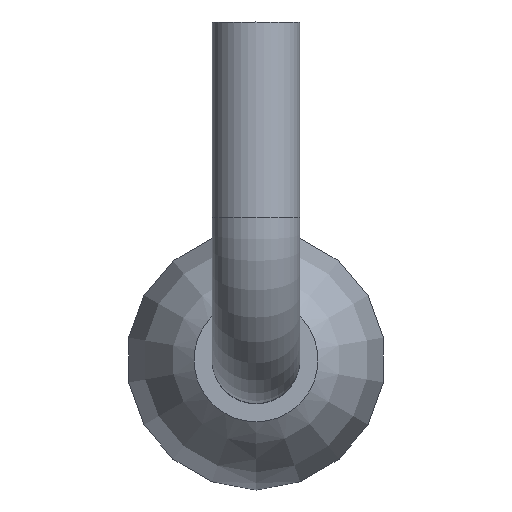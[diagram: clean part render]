
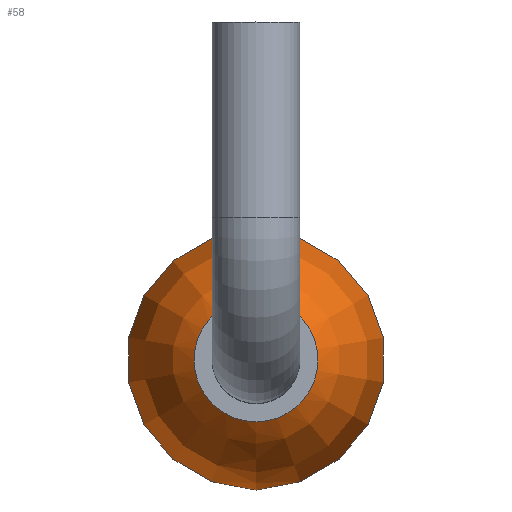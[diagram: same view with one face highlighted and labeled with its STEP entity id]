
A CAD part, top view. The second image highlights one B-rep face of the part: STEP entity #58.
In plain terms, the highlighted face is a revolution surface.
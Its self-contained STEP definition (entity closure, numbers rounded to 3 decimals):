
#58=ADVANCED_FACE('',(#184,#186),#188,.F.);
#184=FACE_OUTER_BOUND('',#185,.T.);
#185=EDGE_LOOP('',(#306));
#186=FACE_OUTER_BOUND('',#187,.T.);
#187=EDGE_LOOP('',(#307));
#188=SURFACE_OF_REVOLUTION('',#189,#190);
#189=(BOUNDED_CURVE()B_SPLINE_CURVE(3,
(#308,#309,#310,#311),
.UNSPECIFIED.,.F.,.F.)B_SPLINE_CURVE_WITH_KNOTS((4,4),
(0.,1.),
.UNSPECIFIED.)CURVE()GEOMETRIC_REPRESENTATION_ITEM()RATIONAL_B_SPLINE_CURVE((1.,
0.852,0.852,1.))REPRESENTATION_ITEM(''));
#190=AXIS1_PLACEMENT('',#191,#192);
#191=CARTESIAN_POINT('',(0.,0.,2.2));
#192=DIRECTION('',(0.,0.,-1.));
#306=ORIENTED_EDGE('',*,*,#340,.T.);
#307=ORIENTED_EDGE('',*,*,#341,.T.);
#308=CARTESIAN_POINT('',(0.,-1.92,-0.7));
#309=CARTESIAN_POINT('',(0.,-2.196,0.481));
#310=CARTESIAN_POINT('',(0.,-1.816,1.616));
#311=CARTESIAN_POINT('',(0.,-0.95,2.2));
#340=EDGE_CURVE('',#353,#353,#354,.T.);
#341=EDGE_CURVE('',#355,#355,#356,.T.);
#353=VERTEX_POINT('',#379);
#354=CIRCLE('',#380,0.95);
#355=VERTEX_POINT('',#384);
#356=CIRCLE('',#385,1.92);
#379=CARTESIAN_POINT('',(0.,-0.95,2.2));
#380=AXIS2_PLACEMENT_3D('',#381,#382,#383);
#381=CARTESIAN_POINT('',(0.,0.,2.2));
#382=DIRECTION('',(0.,0.,-1.));
#383=DIRECTION('',(0.,-1.,0.));
#384=CARTESIAN_POINT('',(0.,-1.92,-0.7));
#385=AXIS2_PLACEMENT_3D('',#386,#387,#388);
#386=CARTESIAN_POINT('',(0.,0.,-0.7));
#387=DIRECTION('',(-0.,0.,1.));
#388=DIRECTION('',(0.,-1.,0.));
